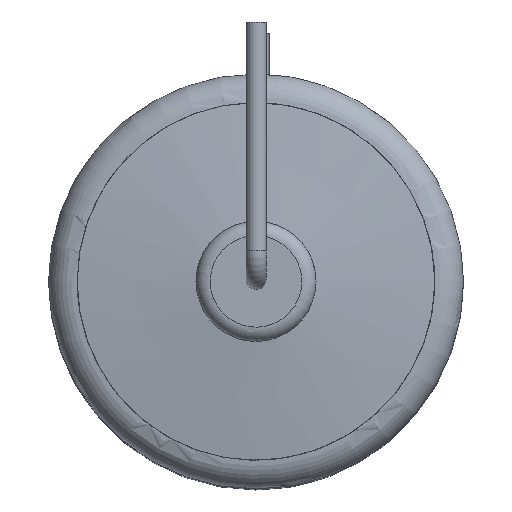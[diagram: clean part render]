
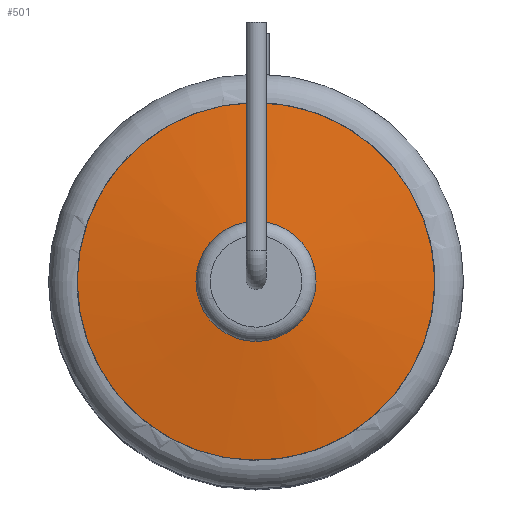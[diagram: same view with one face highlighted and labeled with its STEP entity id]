
A CAD part, top view. The second image highlights one B-rep face of the part: STEP entity #501.
In plain terms, the highlighted conical face has half-angle 83.13 degrees and reference radius 4.175 mm.
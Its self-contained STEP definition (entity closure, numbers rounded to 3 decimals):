
#501=ADVANCED_FACE('',(#717,#719),#721,.T.);
#717=FACE_OUTER_BOUND('',#718,.T.);
#718=EDGE_LOOP('',(#909));
#719=FACE_OUTER_BOUND('',#720,.T.);
#720=EDGE_LOOP('',(#910));
#721=CONICAL_SURFACE('',#722,4.175,1.451);
#722=AXIS2_PLACEMENT_3D('',#723,#724,#725);
#723=CARTESIAN_POINT('',(0.,0.,24.25));
#724=DIRECTION('',(-0.,0.,-1.));
#725=DIRECTION('',(-1.,0.,0.));
#909=ORIENTED_EDGE('',*,*,#953,.T.);
#910=ORIENTED_EDGE('',*,*,#954,.T.);
#953=EDGE_CURVE('',#975,#975,#976,.T.);
#954=EDGE_CURVE('',#977,#977,#978,.T.);
#975=VERTEX_POINT('',#1019);
#976=CIRCLE('',#1020,2.1);
#977=VERTEX_POINT('',#1024);
#978=CIRCLE('',#1025,6.25);
#1019=CARTESIAN_POINT('',(-2.1,0.,24.5));
#1020=AXIS2_PLACEMENT_3D('',#1021,#1022,#1023);
#1021=CARTESIAN_POINT('',(0.,0.,24.5));
#1022=DIRECTION('',(-0.,-0.,-1.));
#1023=DIRECTION('',(-1.,0.,0.));
#1024=CARTESIAN_POINT('',(-6.25,0.,24.));
#1025=AXIS2_PLACEMENT_3D('',#1026,#1027,#1028);
#1026=CARTESIAN_POINT('',(0.,0.,24.));
#1027=DIRECTION('',(0.,0.,1.));
#1028=DIRECTION('',(1.,0.,-0.));
